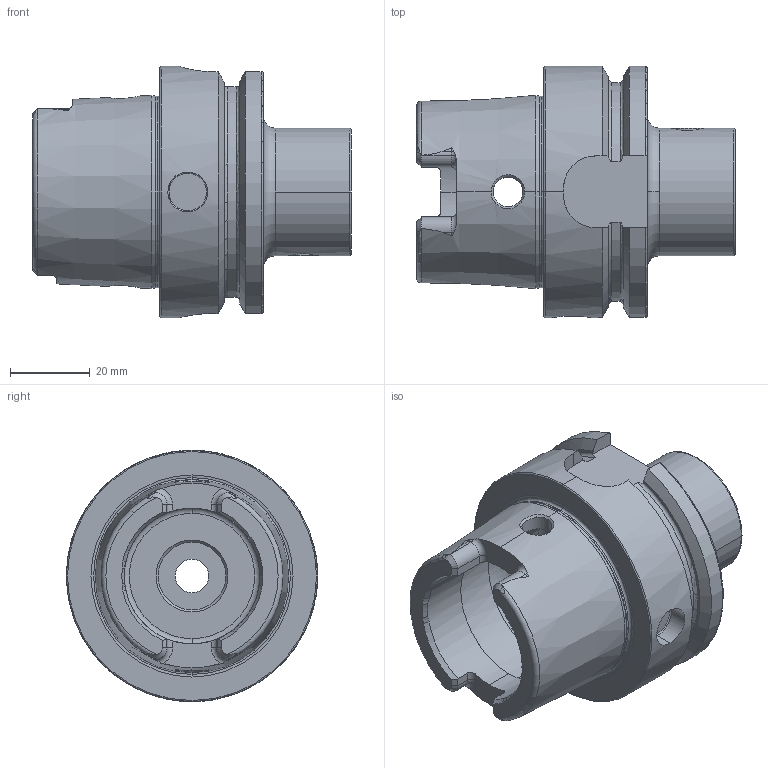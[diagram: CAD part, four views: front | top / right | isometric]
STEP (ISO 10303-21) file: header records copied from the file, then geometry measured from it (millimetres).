
FILE_DESCRIPTION (( 'STEP AP214' ), '1' );
FILE_NAME ('HA6-WH3.K01.048.STEP', '2015-09-25T11:36:57', ( 'SWIAdmin' ), ( 'Hewlett-Packard Company' ), 'SwSTEP 2.0', 'SolidWorks 2015', '' );
FILE_SCHEMA (( 'AUTOMOTIVE_DESIGN' ));
Length unit declared in the file: millimetre
Products named in the file (3): WH3-ER1.001.010; HA6-WH3.K01.048_A; HA6-WH3.K01.048
Assembly tree (4 placements, depth 2):
  HA6-WH3.K01.048
    HA6-WH3.K01.048_A
    WH3-ER1.001.010  x3
Bounding box: 79.9 x 63 x 63 mm (x, y, z)
Volume: 93977.1 mm3; surface area: 26834.9 mm2
Topology: 4 solids, 4 shells, 230 faces, 587 edges, 368 vertices
Faces by surface type: plane 74, cylinder 59, torus 45, cone 36, bspline 16
Entity records: 9403 total; most frequent: CARTESIAN_POINT 3294, ORIENTED_EDGE 1046, DIRECTION 932, EDGE_CURVE 523, AXIS2_PLACEMENT_3D 381, VERTEX_POINT 328, EDGE_LOOP 211, ADVANCED_FACE 200
